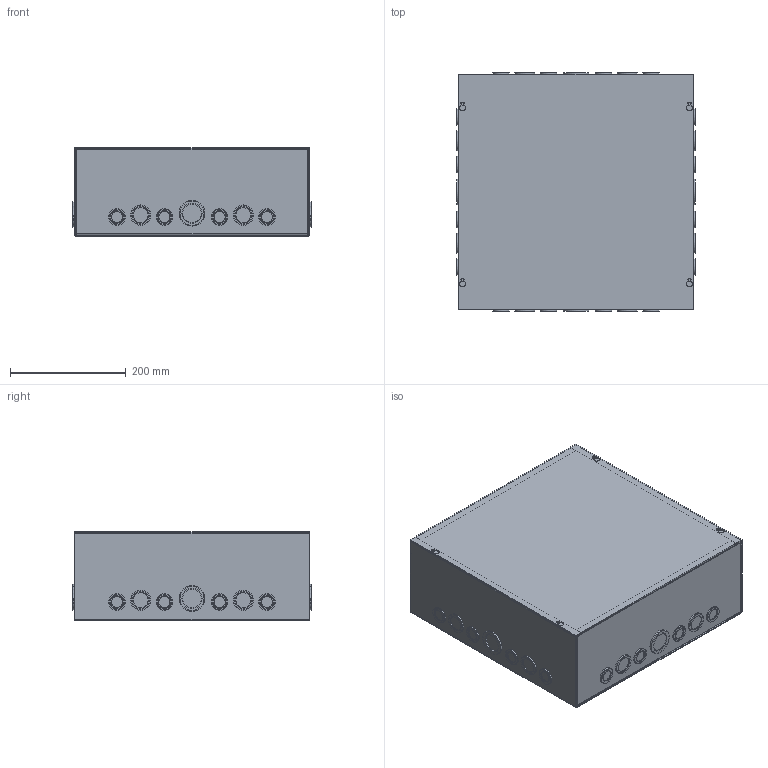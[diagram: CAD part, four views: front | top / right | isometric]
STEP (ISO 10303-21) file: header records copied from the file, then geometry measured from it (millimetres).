
FILE_DESCRIPTION (( 'STEP AP214' ), '1' );
FILE_NAME ('CSKOG16166.STEP', '2020-04-14T10:51:17', ( '' ), ( '' ), 'SwSTEP 2.0', 'SolidWorks 2019', '' );
FILE_SCHEMA (( 'AUTOMOTIVE_DESIGN' ));
Length unit declared in the file: inch
Products named in the file (1): CSKOG16166
Bounding box: 412.34 x 412.34 x 153.85 mm (x, y, z)
Volume: 889368.2 mm3; surface area: 1250272.5 mm2
Topology: 5 solids, 5 shells, 423 faces, 850 edges, 555 vertices
Faces by surface type: plane 250, cylinder 166, bspline 4, cone 3
Full cylindrical faces by diameter (mm): 4.318 x5, 4.826 x1, 7.137 x4, 7.214 x1, 9.525 x1, 12.497 x1, 12.7 x1, 19.329 x16, 22.225 x16, 25.679 x24, 28.575 x24, 32.029 x12, 34.925 x12, 41.554 x4, 44.45 x4
Entity records: 11266 total; most frequent: CARTESIAN_POINT 2490, DIRECTION 1884, ORIENTED_EDGE 1428, AXIS2_PLACEMENT_3D 759, EDGE_CURVE 714, EDGE_LOOP 708, FACE_OUTER_BOUND 553, VERTEX_POINT 552
